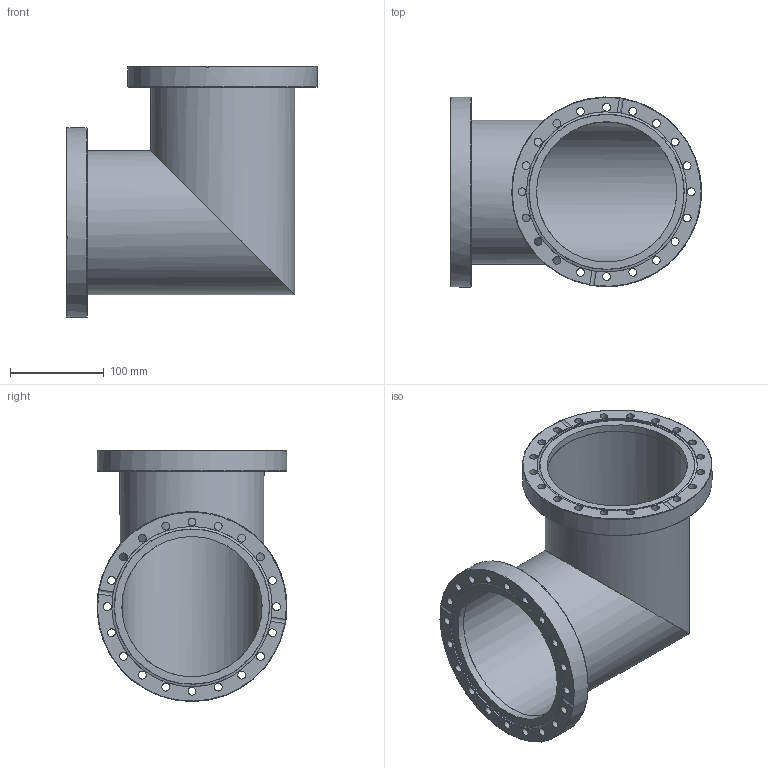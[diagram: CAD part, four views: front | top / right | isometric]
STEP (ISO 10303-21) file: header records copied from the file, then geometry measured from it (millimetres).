
FILE_DESCRIPTION((''),'2;1');
FILE_NAME('EL150-304.stp','2009-04-23T14:00:19',('hasers'),(''),'Autodesk Inventor 2008','Autodesk Inventor 2008','');
FILE_SCHEMA(('AUTOMOTIVE_DESIGN { 1 0 10303 214 1 1 1 1 }'));
Length unit declared in the file: millimetre
Products named in the file (4): EL150-304; Rohre [Subject [Summary]=normal][Keywords [Summary]=1.4301][Title [Summary]=154x2,0 (0,5m)]_1; Rohre [Subject [Summary]=normal][Keywords [Summary]=1.4301][Title [Summary]=154x2,0 (0,5m)]_2; CF-07 [Keywords [Summary]=1.4301][Company [Summary]=Vacom][Title [Summary]=F150B154]
Assembly tree (4 placements, depth 2):
  EL150-304
    Rohre [Subject [Summary]=normal][Keywords [Summary]=1.4301][Title [Summary]=154x2,0 (0,5m)]_1
    Rohre [Subject [Summary]=normal][Keywords [Summary]=1.4301][Title [Summary]=154x2,0 (0,5m)]_2
    CF-07 [Keywords [Summary]=1.4301][Company [Summary]=Vacom][Title [Summary]=F150B154]  x2
Bounding box: 268.49 x 202.98 x 268.5 mm (x, y, z)
Volume: 858666.8 mm3; surface area: 432589.6 mm2
Topology: 4 solids, 4 shells, 82 faces, 249 edges, 177 vertices
Faces by surface type: bspline 42, plane 14, cylinder 14, torus 8, cone 4
Full cylindrical faces by diameter (mm): 150 x4, 154 x2, 154.5 x2, 171.4 x2, 203 x2
Entity records: 1767 total; most frequent: CARTESIAN_POINT 669, DIRECTION 196, ORIENTED_EDGE 152, EDGE_LOOP 124, AXIS2_PLACEMENT_3D 96, FACE_BOUND 79, EDGE_CURVE 76, VERTEX_POINT 70
